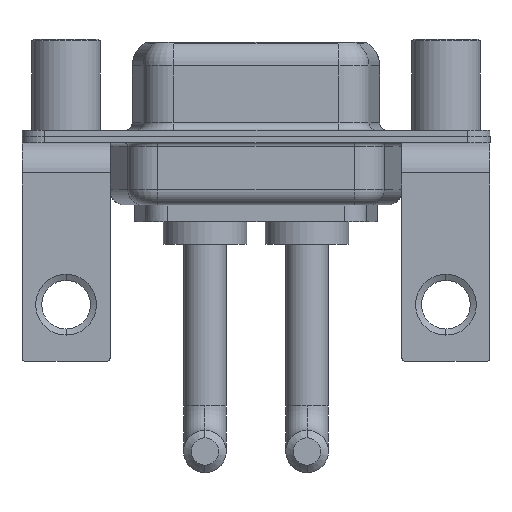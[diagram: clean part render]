
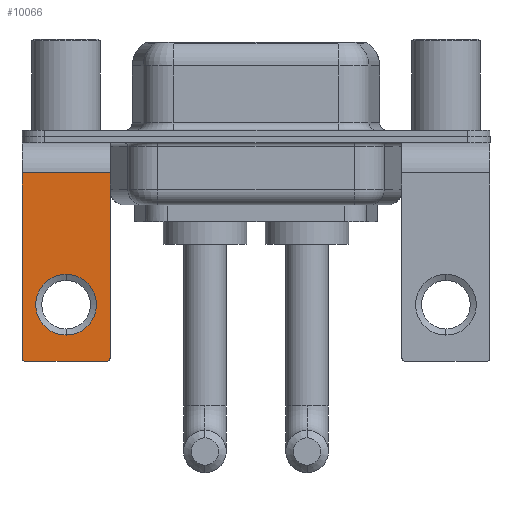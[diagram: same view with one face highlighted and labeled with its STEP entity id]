
A CAD part, front view. The second image highlights one B-rep face of the part: STEP entity #10066.
In plain terms, the highlighted planar face has unit normal (0, -1, 0).
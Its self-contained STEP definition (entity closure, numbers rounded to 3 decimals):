
#178 = VERTEX_POINT ( 'NONE', #3208 ) ;
#334 = VERTEX_POINT ( 'NONE', #10248 ) ;
#479 = DIRECTION ( 'NONE',  ( 0., 0., 1. ) ) ;
#678 = CARTESIAN_POINT ( 'NONE',  ( 0., -6.25, -9.07 ) ) ;
#794 = VECTOR ( 'NONE', #13409, 1000. ) ;
#1201 = CIRCLE ( 'NONE', #4060, 2. ) ;
#1548 = DIRECTION ( 'NONE',  ( 0., 0., 1. ) ) ;
#1690 = ORIENTED_EDGE ( 'NONE', *, *, #1989, .F. ) ;
#1989 = EDGE_CURVE ( 'NONE', #10057, #9466, #10827, .T. ) ;
#2303 = CARTESIAN_POINT ( 'NONE',  ( 2.65, -6.25, -14.8 ) ) ;
#2751 = ORIENTED_EDGE ( 'NONE', *, *, #12418, .F. ) ;
#3187 = VECTOR ( 'NONE', #9134, 1000. ) ;
#3208 = CARTESIAN_POINT ( 'NONE',  ( 2.9, -6.25, -2.4 ) ) ;
#3247 = CARTESIAN_POINT ( 'NONE',  ( 2.9, -6.25, -2.4 ) ) ;
#3317 = ORIENTED_EDGE ( 'NONE', *, *, #8493, .T. ) ;
#3740 = EDGE_CURVE ( 'NONE', #4855, #9681, #1201, .T. ) ;
#4033 = DIRECTION ( 'NONE',  ( 0., 0., 1. ) ) ;
#4060 = AXIS2_PLACEMENT_3D ( 'NONE', #9207, #11366, #5578 ) ;
#4205 = ORIENTED_EDGE ( 'NONE', *, *, #6931, .T. ) ;
#4482 = EDGE_LOOP ( 'NONE', ( #7775, #4205, #1690, #5780, #2751, #3317 ) ) ;
#4855 = VERTEX_POINT ( 'NONE', #10571 ) ;
#4950 = CARTESIAN_POINT ( 'NONE',  ( -2.65, -6.25, -14.55 ) ) ;
#4996 = DIRECTION ( 'NONE',  ( 0., 1., 0. ) ) ;
#4999 = CARTESIAN_POINT ( 'NONE',  ( -2.65, -6.25, -14.8 ) ) ;
#5204 = CARTESIAN_POINT ( 'NONE',  ( 2.9, -6.25, -2.4 ) ) ;
#5261 = DIRECTION ( 'NONE',  ( -1., 0., 0. ) ) ;
#5578 = DIRECTION ( 'NONE',  ( 0., 0., 1. ) ) ;
#5709 = AXIS2_PLACEMENT_3D ( 'NONE', #4950, #9707, #479 ) ;
#5780 = ORIENTED_EDGE ( 'NONE', *, *, #11959, .T. ) ;
#6070 = VECTOR ( 'NONE', #10225, 1000. ) ;
#6164 = VERTEX_POINT ( 'NONE', #14044 ) ;
#6931 = EDGE_CURVE ( 'NONE', #334, #9466, #13765, .T. ) ;
#7352 = DIRECTION ( 'NONE',  ( 0., 1., 0. ) ) ;
#7446 = AXIS2_PLACEMENT_3D ( 'NONE', #5204, #7352, #1548 ) ;
#7775 = ORIENTED_EDGE ( 'NONE', *, *, #8184, .T. ) ;
#7913 = LINE ( 'NONE', #12446, #6070 ) ;
#8079 = CARTESIAN_POINT ( 'NONE',  ( 2.65, -6.25, -14.55 ) ) ;
#8179 = EDGE_LOOP ( 'NONE', ( #10899, #12977 ) ) ;
#8184 = EDGE_CURVE ( 'NONE', #6164, #334, #12326, .T. ) ;
#8437 = AXIS2_PLACEMENT_3D ( 'NONE', #8079, #12604, #13581 ) ;
#8493 = EDGE_CURVE ( 'NONE', #178, #6164, #10003, .T. ) ;
#8921 = CIRCLE ( 'NONE', #8437, 0.25 ) ;
#9134 = DIRECTION ( 'NONE',  ( 0., 0., -1. ) ) ;
#9156 = VERTEX_POINT ( 'NONE', #9300 ) ;
#9207 = CARTESIAN_POINT ( 'NONE',  ( 0., -6.25, -11.07 ) ) ;
#9300 = CARTESIAN_POINT ( 'NONE',  ( 2.9, -6.25, -14.55 ) ) ;
#9343 = EDGE_CURVE ( 'NONE', #9681, #4855, #11761, .T. ) ;
#9425 = FACE_OUTER_BOUND ( 'NONE', #4482, .T. ) ;
#9466 = VERTEX_POINT ( 'NONE', #4999 ) ;
#9481 = VECTOR ( 'NONE', #5261, 1000. ) ;
#9681 = VERTEX_POINT ( 'NONE', #678 ) ;
#9707 = DIRECTION ( 'NONE',  ( 0., -1., 0. ) ) ;
#10003 = LINE ( 'NONE', #3247, #794 ) ;
#10057 = VERTEX_POINT ( 'NONE', #2303 ) ;
#10066 = ADVANCED_FACE ( 'NONE', ( #13067, #9425 ), #14032, .F. ) ;
#10225 = DIRECTION ( 'NONE',  ( 0., 0., -1. ) ) ;
#10248 = CARTESIAN_POINT ( 'NONE',  ( -2.9, -6.25, -14.55 ) ) ;
#10571 = CARTESIAN_POINT ( 'NONE',  ( 0., -6.25, -13.07 ) ) ;
#10706 = CARTESIAN_POINT ( 'NONE',  ( 0., -6.25, -11.07 ) ) ;
#10827 = LINE ( 'NONE', #14252, #9481 ) ;
#10899 = ORIENTED_EDGE ( 'NONE', *, *, #3740, .T. ) ;
#11366 = DIRECTION ( 'NONE',  ( 0., 1., 0. ) ) ;
#11761 = CIRCLE ( 'NONE', #12491, 2. ) ;
#11959 = EDGE_CURVE ( 'NONE', #10057, #9156, #8921, .T. ) ;
#12326 = LINE ( 'NONE', #12401, #3187 ) ;
#12401 = CARTESIAN_POINT ( 'NONE',  ( -2.9, -6.25, -2.4 ) ) ;
#12418 = EDGE_CURVE ( 'NONE', #178, #9156, #7913, .T. ) ;
#12446 = CARTESIAN_POINT ( 'NONE',  ( 2.9, -6.25, -2.4 ) ) ;
#12491 = AXIS2_PLACEMENT_3D ( 'NONE', #10706, #4996, #4033 ) ;
#12604 = DIRECTION ( 'NONE',  ( 0., -1., 0. ) ) ;
#12977 = ORIENTED_EDGE ( 'NONE', *, *, #9343, .T. ) ;
#13067 = FACE_BOUND ( 'NONE', #8179, .T. ) ;
#13409 = DIRECTION ( 'NONE',  ( -1., 0., 0. ) ) ;
#13581 = DIRECTION ( 'NONE',  ( 0., 0., 1. ) ) ;
#13765 = CIRCLE ( 'NONE', #5709, 0.25 ) ;
#14032 = PLANE ( 'NONE',  #7446 ) ;
#14044 = CARTESIAN_POINT ( 'NONE',  ( -2.9, -6.25, -2.4 ) ) ;
#14252 = CARTESIAN_POINT ( 'NONE',  ( 2.9, -6.25, -14.8 ) ) ;
